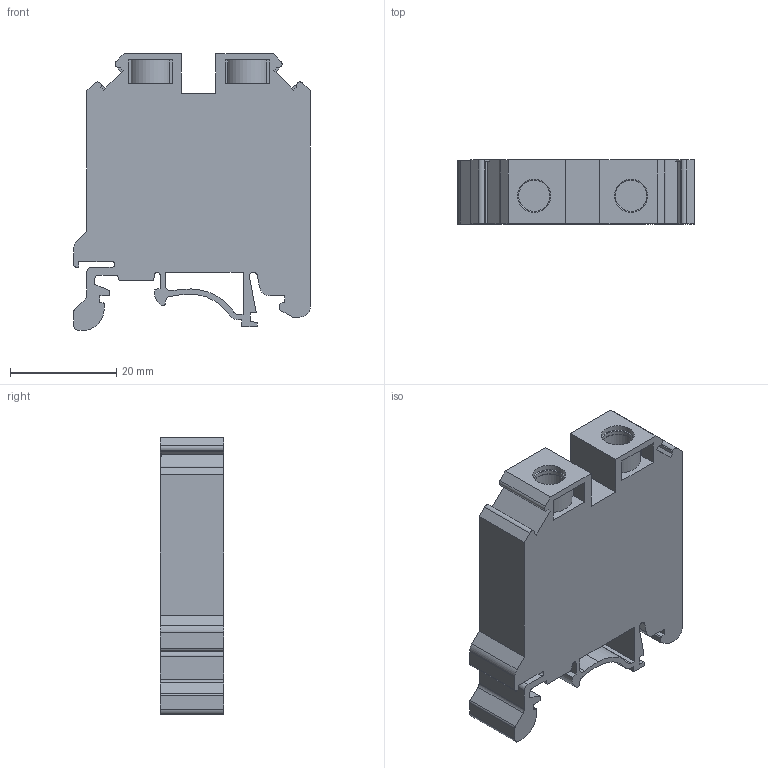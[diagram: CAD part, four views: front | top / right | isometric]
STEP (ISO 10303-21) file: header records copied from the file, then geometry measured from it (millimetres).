
FILE_DESCRIPTION(/* description */ ('Unknown'),/* implementation_level */ '2;1');
FILE_NAME(/* name */ '6KUT16H',/* time_stamp */ '2016-10-06T16:09:40+06:00',/* author */ ('Unknown'),/* organization */ ('Unknown'),/* preprocessor_version */ 'ST-DEVELOPER v16',/* originating_system */ 'DEX',/* authorisation */ $);
FILE_SCHEMA (('AUTOMOTIVE_DESIGN {1 0 10303 214 3 1 1}'));
Length unit declared in the file: millimetre
Products named in the file (1): 6KUT16H
Bounding box: 44.5 x 12 x 52 mm (x, y, z)
Volume: 20508.8 mm3; surface area: 7843.7 mm2
Topology: 1 solids, 1 shells, 148 faces, 416 edges, 276 vertices
Faces by surface type: plane 100, cylinder 44, torus 4
Full cylindrical faces by diameter (mm): 5.9 x2, 6.2 x4
Entity records: 4704 total; most frequent: CARTESIAN_POINT 823, ORIENTED_EDGE 804, DIRECTION 788, EDGE_CURVE 402, LINE 314, VECTOR 314, VERTEX_POINT 272, AXIS2_PLACEMENT_3D 237
